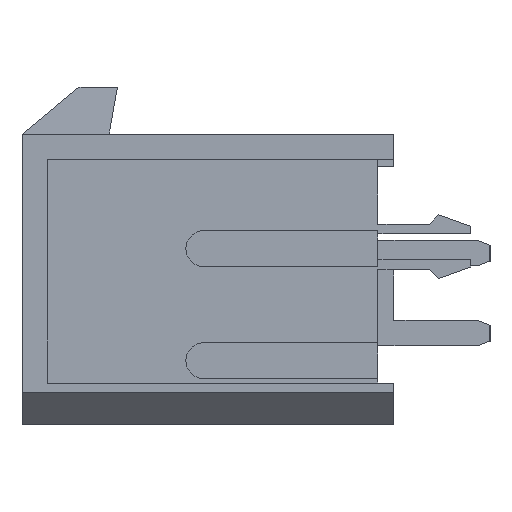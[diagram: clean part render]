
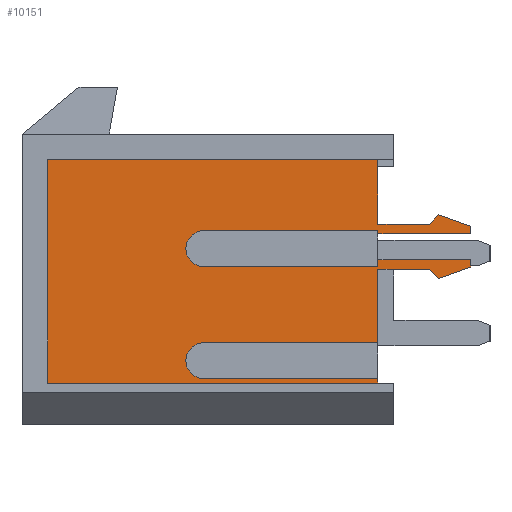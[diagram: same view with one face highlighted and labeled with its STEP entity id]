
A CAD part, left-side view. The second image highlights one B-rep face of the part: STEP entity #10151.
In plain terms, the highlighted planar face has unit normal (-1, 0, 0).
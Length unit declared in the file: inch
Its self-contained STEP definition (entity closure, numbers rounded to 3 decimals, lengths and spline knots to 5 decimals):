
#201=DIRECTION('',(0.,0.,-1.));
#202=VECTOR('',#201,0.007);
#203=CARTESIAN_POINT('',(-0.9445,-0.2655,-0.155));
#204=LINE('',#203,#202);
#217=DIRECTION('',(0.001,0.,-1.));
#218=VECTOR('',#217,0.115);
#219=CARTESIAN_POINT('',(-0.94467,-0.2655,0.016));
#220=LINE('',#219,#218);
#249=DIRECTION('',(-0.002,0.,-1.));
#250=VECTOR('',#249,0.101);
#251=CARTESIAN_POINT('',(-0.9445,-0.2655,0.187));
#252=LINE('',#251,#250);
#3469=DIRECTION('',(0.001,1.,0.));
#3470=VECTOR('',#3469,0.272);
#3471=CARTESIAN_POINT('',(-0.94467,-0.2655,0.02));
#3472=LINE('',#3471,#3470);
#3473=DIRECTION('',(-0.015,0.,1.));
#3474=VECTOR('',#3473,0.011);
#3475=CARTESIAN_POINT('',(-0.94467,-0.2655,0.02));
#3476=LINE('',#3475,#3474);
#3477=DIRECTION('',(0.,-1.,0.));
#3478=VECTOR('',#3477,0.145);
#3479=CARTESIAN_POINT('',(-0.94483,-0.2655,0.031));
#3480=LINE('',#3479,#3478);
#3481=DIRECTION('',(0.,0.,-1.));
#3482=VECTOR('',#3481,0.0118);
#3483=CARTESIAN_POINT('',(-0.94483,-0.4105,0.031));
#3484=LINE('',#3483,#3482);
#3485=DIRECTION('',(0.,0.94,-0.342));
#3486=VECTOR('',#3485,0.05321);
#3487=CARTESIAN_POINT('',(-0.94483,-0.4105,0.0192));
#3488=LINE('',#3487,#3486);
#3489=DIRECTION('',(0.,0.707,0.707));
#3490=VECTOR('',#3489,0.02121);
#3491=CARTESIAN_POINT('',(-0.94483,-0.3605,0.001));
#3492=LINE('',#3491,#3490);
#3493=DIRECTION('',(0.002,1.,0.));
#3494=VECTOR('',#3493,0.08);
#3495=CARTESIAN_POINT('',(-0.94483,-0.3455,0.016));
#3496=LINE('',#3495,#3494);
#3497=DIRECTION('',(0.,1.,0.));
#3498=VECTOR('',#3497,0.272);
#3499=CARTESIAN_POINT('',(-0.9445,-0.2655,-0.099));
#3500=LINE('',#3499,#3498);
#3501=CARTESIAN_POINT('',(-0.9445,0.0065,-0.127));
#3502=DIRECTION('',(1.,0.,0.));
#3503=DIRECTION('',(0.,0.,-1.));
#3504=AXIS2_PLACEMENT_3D('',#3501,#3502,#3503);
#3506=DIRECTION('',(0.,1.,0.));
#3507=VECTOR('',#3506,0.272);
#3508=CARTESIAN_POINT('',(-0.9445,-0.2655,-0.155));
#3509=LINE('',#3508,#3507);
#3510=DIRECTION('',(0.,1.,0.));
#3511=VECTOR('',#3510,0.516);
#3512=CARTESIAN_POINT('',(-0.9445,-0.2655,-0.162));
#3513=LINE('',#3512,#3511);
#3514=DIRECTION('',(0.,0.,1.));
#3515=VECTOR('',#3514,0.349);
#3516=CARTESIAN_POINT('',(-0.9445,0.2505,-0.162));
#3517=LINE('',#3516,#3515);
#3518=DIRECTION('',(0.,-1.,0.));
#3519=VECTOR('',#3518,0.516);
#3520=CARTESIAN_POINT('',(-0.9445,0.2505,0.187));
#3521=LINE('',#3520,#3519);
#3522=DIRECTION('',(-0.002,-1.,0.));
#3523=VECTOR('',#3522,0.08);
#3524=CARTESIAN_POINT('',(-0.94467,-0.2655,0.086));
#3525=LINE('',#3524,#3523);
#3526=DIRECTION('',(0.,-0.707,0.707));
#3527=VECTOR('',#3526,0.02121);
#3528=CARTESIAN_POINT('',(-0.94483,-0.3455,0.086));
#3529=LINE('',#3528,#3527);
#3530=DIRECTION('',(0.,-0.94,-0.342));
#3531=VECTOR('',#3530,0.05321);
#3532=CARTESIAN_POINT('',(-0.94483,-0.3605,0.101));
#3533=LINE('',#3532,#3531);
#3534=DIRECTION('',(0.,0.,-1.));
#3535=VECTOR('',#3534,0.0118);
#3536=CARTESIAN_POINT('',(-0.94483,-0.4105,0.0828));
#3537=LINE('',#3536,#3535);
#3538=DIRECTION('',(0.,1.,0.));
#3539=VECTOR('',#3538,0.145);
#3540=CARTESIAN_POINT('',(-0.94483,-0.4105,0.071));
#3541=LINE('',#3540,#3539);
#3542=DIRECTION('',(0.033,0.,0.999));
#3543=VECTOR('',#3542,0.005);
#3544=CARTESIAN_POINT('',(-0.94483,-0.2655,0.071));
#3545=LINE('',#3544,#3543);
#3546=DIRECTION('',(0.001,1.,0.));
#3547=VECTOR('',#3546,0.272);
#3548=CARTESIAN_POINT('',(-0.94467,-0.2655,0.076));
#3549=LINE('',#3548,#3547);
#3550=CARTESIAN_POINT('',(-0.9445,0.0065,0.048));
#3551=DIRECTION('',(1.,0.,0.));
#3552=DIRECTION('',(0.,0.,-1.));
#3553=AXIS2_PLACEMENT_3D('',#3550,#3551,#3552);
#4011=CARTESIAN_POINT('',(-0.9445,0.2505,-0.162));
#4012=CARTESIAN_POINT('',(-0.9445,0.2505,0.187));
#4013=VERTEX_POINT('',#4011);
#4014=VERTEX_POINT('',#4012);
#4027=CARTESIAN_POINT('',(-0.9445,-0.2655,-0.162));
#4028=VERTEX_POINT('',#4027);
#4029=CARTESIAN_POINT('',(-0.9445,-0.2655,0.187));
#4030=VERTEX_POINT('',#4029);
#4045=CARTESIAN_POINT('',(-0.9445,-0.2655,-0.155));
#4046=VERTEX_POINT('',#4045);
#4047=CARTESIAN_POINT('',(-0.9445,-0.2655,-0.099));
#4048=VERTEX_POINT('',#4047);
#4049=CARTESIAN_POINT('',(-0.9445,0.0065,-0.155));
#4050=VERTEX_POINT('',#4049);
#4051=CARTESIAN_POINT('',(-0.9445,0.0065,-0.099));
#4052=VERTEX_POINT('',#4051);
#4053=CARTESIAN_POINT('',(-0.9445,0.0065,0.02));
#4054=CARTESIAN_POINT('',(-0.9445,0.0065,0.076));
#4055=VERTEX_POINT('',#4053);
#4056=VERTEX_POINT('',#4054);
#4421=CARTESIAN_POINT('',(-0.94483,-0.3455,0.086));
#4422=CARTESIAN_POINT('',(-0.94483,-0.3605,0.101));
#4423=VERTEX_POINT('',#4421);
#4424=VERTEX_POINT('',#4422);
#4425=CARTESIAN_POINT('',(-0.94483,-0.4105,0.0828));
#4426=VERTEX_POINT('',#4425);
#4427=CARTESIAN_POINT('',(-0.94483,-0.4105,0.071));
#4428=VERTEX_POINT('',#4427);
#4429=CARTESIAN_POINT('',(-0.94483,-0.2655,0.071));
#4430=VERTEX_POINT('',#4429);
#4431=CARTESIAN_POINT('',(-0.94483,-0.2655,0.031));
#4432=CARTESIAN_POINT('',(-0.94483,-0.4105,0.031));
#4433=VERTEX_POINT('',#4431);
#4434=VERTEX_POINT('',#4432);
#4435=CARTESIAN_POINT('',(-0.94483,-0.4105,0.0192));
#4436=VERTEX_POINT('',#4435);
#4437=CARTESIAN_POINT('',(-0.94483,-0.3605,0.001));
#4438=VERTEX_POINT('',#4437);
#4439=CARTESIAN_POINT('',(-0.94483,-0.3455,0.016));
#4440=VERTEX_POINT('',#4439);
#4449=CARTESIAN_POINT('',(-0.94467,-0.2655,0.086));
#4450=VERTEX_POINT('',#4449);
#4453=CARTESIAN_POINT('',(-0.94467,-0.2655,0.016));
#4454=VERTEX_POINT('',#4453);
#4461=CARTESIAN_POINT('',(-0.94467,-0.2655,0.02));
#4462=VERTEX_POINT('',#4461);
#4463=CARTESIAN_POINT('',(-0.94467,-0.2655,0.076));
#4464=VERTEX_POINT('',#4463);
#10102=CARTESIAN_POINT('',(-0.9445,-0.2905,0.227));
#10103=DIRECTION('',(1.,0.,0.));
#10104=DIRECTION('',(0.,0.,-1.));
#10105=AXIS2_PLACEMENT_3D('',#10102,#10103,#10104);
#10106=PLANE('',#10105);
#10108=ORIENTED_EDGE('',*,*,#10107,.F.);
#10110=ORIENTED_EDGE('',*,*,#10109,.T.);
#10112=ORIENTED_EDGE('',*,*,#10111,.T.);
#10114=ORIENTED_EDGE('',*,*,#10113,.T.);
#10116=ORIENTED_EDGE('',*,*,#10115,.T.);
#10118=ORIENTED_EDGE('',*,*,#10117,.T.);
#10120=ORIENTED_EDGE('',*,*,#10119,.T.);
#10121=ORIENTED_EDGE('',*,*,#5044,.T.);
#10123=ORIENTED_EDGE('',*,*,#10122,.T.);
#10125=ORIENTED_EDGE('',*,*,#10124,.F.);
#10127=ORIENTED_EDGE('',*,*,#10126,.F.);
#10128=ORIENTED_EDGE('',*,*,#5036,.T.);
#10129=ORIENTED_EDGE('',*,*,#10068,.T.);
#10130=ORIENTED_EDGE('',*,*,#10082,.T.);
#10131=ORIENTED_EDGE('',*,*,#10095,.T.);
#10132=ORIENTED_EDGE('',*,*,#5060,.T.);
#10134=ORIENTED_EDGE('',*,*,#10133,.T.);
#10136=ORIENTED_EDGE('',*,*,#10135,.T.);
#10138=ORIENTED_EDGE('',*,*,#10137,.T.);
#10140=ORIENTED_EDGE('',*,*,#10139,.T.);
#10142=ORIENTED_EDGE('',*,*,#10141,.T.);
#10144=ORIENTED_EDGE('',*,*,#10143,.T.);
#10146=ORIENTED_EDGE('',*,*,#10145,.T.);
#10148=ORIENTED_EDGE('',*,*,#10147,.F.);
#10149=EDGE_LOOP('',(#10108,#10110,#10112,#10114,#10116,#10118,#10120,#10121,
#10123,#10125,#10127,#10128,#10129,#10130,#10131,#10132,#10134,#10136,#10138,
#10140,#10142,#10144,#10146,#10148));
#10150=FACE_OUTER_BOUND('',#10149,.F.);
#10151=ADVANCED_FACE('',(#10150),#10106,.F.);
#3505=CIRCLE('',#3504,0.028);
#3554=CIRCLE('',#3553,0.028);
#5036=EDGE_CURVE('',#4046,#4028,#204,.T.);
#5044=EDGE_CURVE('',#4454,#4048,#220,.T.);
#5060=EDGE_CURVE('',#4030,#4450,#252,.T.);
#10068=EDGE_CURVE('',#4028,#4013,#3513,.T.);
#10082=EDGE_CURVE('',#4013,#4014,#3517,.T.);
#10095=EDGE_CURVE('',#4014,#4030,#3521,.T.);
#10107=EDGE_CURVE('',#4462,#4055,#3472,.T.);
#10109=EDGE_CURVE('',#4462,#4433,#3476,.T.);
#10111=EDGE_CURVE('',#4433,#4434,#3480,.T.);
#10113=EDGE_CURVE('',#4434,#4436,#3484,.T.);
#10115=EDGE_CURVE('',#4436,#4438,#3488,.T.);
#10117=EDGE_CURVE('',#4438,#4440,#3492,.T.);
#10119=EDGE_CURVE('',#4440,#4454,#3496,.T.);
#10122=EDGE_CURVE('',#4048,#4052,#3500,.T.);
#10124=EDGE_CURVE('',#4050,#4052,#3505,.T.);
#10126=EDGE_CURVE('',#4046,#4050,#3509,.T.);
#10133=EDGE_CURVE('',#4450,#4423,#3525,.T.);
#10135=EDGE_CURVE('',#4423,#4424,#3529,.T.);
#10137=EDGE_CURVE('',#4424,#4426,#3533,.T.);
#10139=EDGE_CURVE('',#4426,#4428,#3537,.T.);
#10141=EDGE_CURVE('',#4428,#4430,#3541,.T.);
#10143=EDGE_CURVE('',#4430,#4464,#3545,.T.);
#10145=EDGE_CURVE('',#4464,#4056,#3549,.T.);
#10147=EDGE_CURVE('',#4055,#4056,#3554,.T.);
